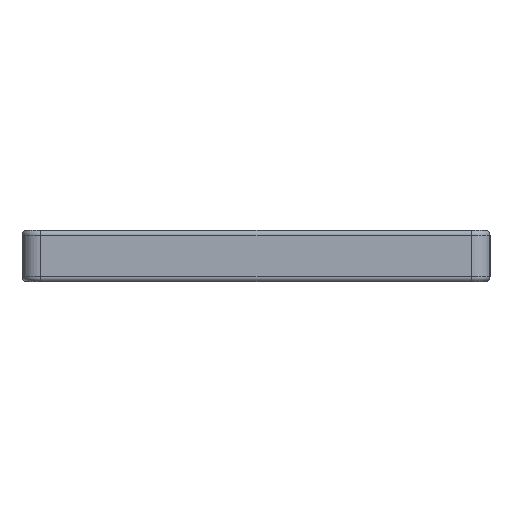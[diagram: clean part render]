
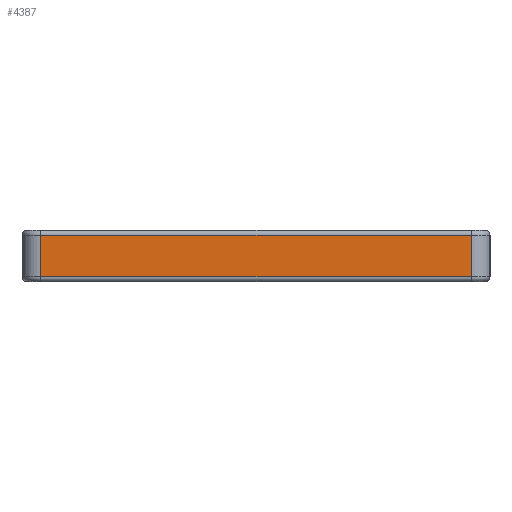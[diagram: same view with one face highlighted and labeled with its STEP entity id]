
A CAD part, left-side view. The second image highlights one B-rep face of the part: STEP entity #4387.
In plain terms, the highlighted planar face has unit normal (-1, 0, 0).
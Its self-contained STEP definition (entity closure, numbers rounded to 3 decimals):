
#96=PLANE('',#4686);
#222=LINE('',#6641,#654);
#226=LINE('',#6650,#658);
#227=LINE('',#6654,#659);
#228=LINE('',#6655,#660);
#654=VECTOR('',#5216,10.);
#658=VECTOR('',#5224,10.);
#659=VECTOR('',#5229,10.);
#660=VECTOR('',#5230,10.);
#1179=FACE_OUTER_BOUND('',#1447,.T.);
#1447=EDGE_LOOP('',(#3081,#3082,#3083,#3084));
#1967=VERTEX_POINT('',#6595);
#1982=VERTEX_POINT('',#6635);
#1985=VERTEX_POINT('',#6649);
#1986=VERTEX_POINT('',#6653);
#2400=EDGE_CURVE('',#1967,#1982,#222,.T.);
#2404=EDGE_CURVE('',#1982,#1985,#226,.T.);
#2406=EDGE_CURVE('',#1986,#1967,#227,.T.);
#2407=EDGE_CURVE('',#1985,#1986,#228,.T.);
#3081=ORIENTED_EDGE('',*,*,#2400,.F.);
#3082=ORIENTED_EDGE('',*,*,#2406,.F.);
#3083=ORIENTED_EDGE('',*,*,#2407,.F.);
#3084=ORIENTED_EDGE('',*,*,#2404,.F.);
#4387=ADVANCED_FACE('',(#1179),#96,.T.);
#4686=AXIS2_PLACEMENT_3D('',#6652,#5227,#5228);
#5216=DIRECTION('',(0.,1.,0.));
#5224=DIRECTION('',(0.,0.,1.));
#5227=DIRECTION('center_axis',(-1.,0.,0.));
#5228=DIRECTION('ref_axis',(0.,-1.,0.));
#5229=DIRECTION('',(0.,0.,-1.));
#5230=DIRECTION('',(0.,-1.,0.));
#6595=CARTESIAN_POINT('',(-15.7,-128.763,-8.));
#6635=CARTESIAN_POINT('',(-15.7,9.7,-8.));
#6641=CARTESIAN_POINT('',(-15.7,-21.916,-8.));
#6649=CARTESIAN_POINT('',(-15.7,9.7,5.5));
#6650=CARTESIAN_POINT('',(-15.7,9.7,0.));
#6652=CARTESIAN_POINT('Origin',(-15.7,15.7,0.));
#6653=CARTESIAN_POINT('',(-15.7,-128.763,5.5));
#6654=CARTESIAN_POINT('',(-15.7,-128.763,0.));
#6655=CARTESIAN_POINT('',(-15.7,-21.916,5.5));
